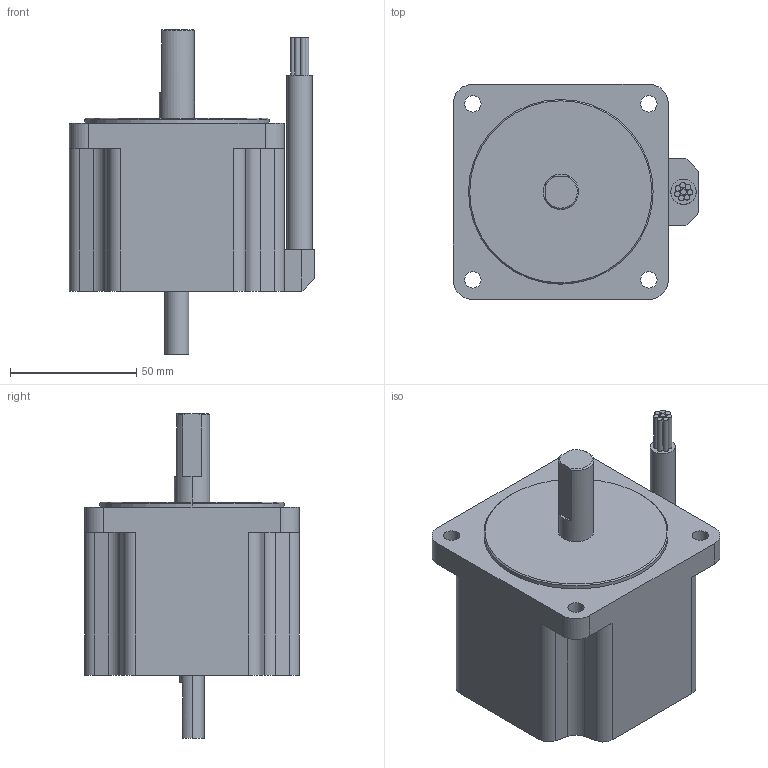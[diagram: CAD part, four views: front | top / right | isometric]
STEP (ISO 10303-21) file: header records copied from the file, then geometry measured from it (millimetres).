
FILE_DESCRIPTION (( 'STEP AP214' ), '1' );
FILE_NAME ('AM34HD0404-09.STEP', '2014-07-22T07:06:40', ( 'jrww' ), ( 'jrww' ), 'SwSTEP 2.0', 'SolidWorks 2011', '' );
FILE_SCHEMA (( 'AUTOMOTIVE_DESIGN' ));
Length unit declared in the file: millimetre
Products named in the file (1): AM34HD0404-09
Bounding box: 97 x 85 x 128.5 mm (x, y, z)
Volume: 455327.4 mm3; surface area: 41890.8 mm2
Topology: 1 solids, 1 shells, 95 faces, 239 edges, 158 vertices
Faces by surface type: cylinder 48, plane 43, cone 4
Entity records: 2941 total; most frequent: DIRECTION 533, CARTESIAN_POINT 505, ORIENTED_EDGE 478, EDGE_CURVE 239, AXIS2_PLACEMENT_3D 202, VERTEX_POINT 158, VECTOR 129, LINE 129
